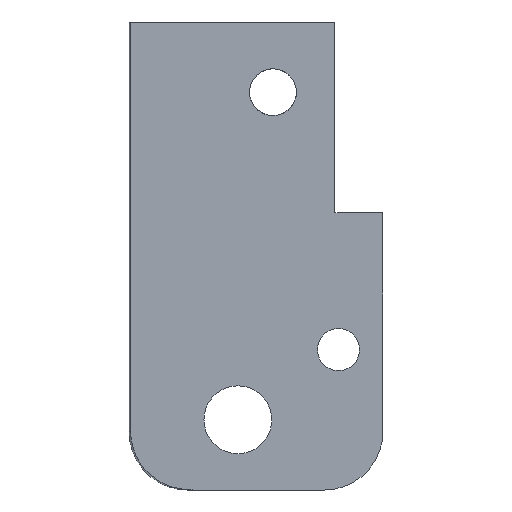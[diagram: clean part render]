
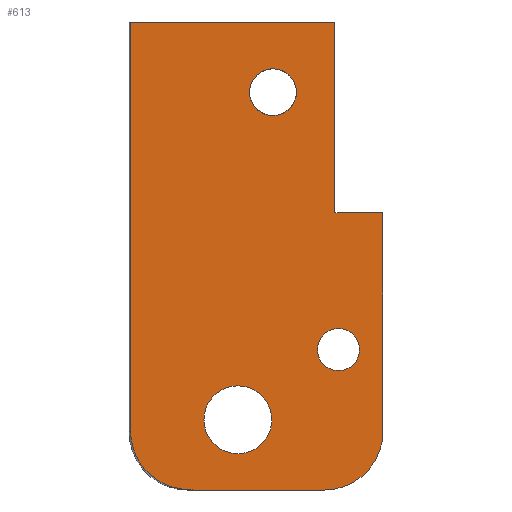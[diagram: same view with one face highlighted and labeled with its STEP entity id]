
A CAD part, left-side view. The second image highlights one B-rep face of the part: STEP entity #613.
In plain terms, the highlighted planar face has unit normal (-1, 0, 0).
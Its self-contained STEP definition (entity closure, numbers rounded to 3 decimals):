
#21=FACE_BOUND('',#121,.T.);
#22=FACE_BOUND('',#122,.T.);
#23=FACE_BOUND('',#123,.T.);
#29=B_SPLINE_CURVE_WITH_KNOTS('',3,(#969,#970,#971,#972,#973,#974,#975,
#976,#977,#978),.UNSPECIFIED.,.F.,.F.,(4,2,2,2,4),(1.027,1.133,
1.225,1.319,1.411),.UNSPECIFIED.);
#49=CIRCLE('',#674,2.5);
#50=CIRCLE('',#675,0.9);
#51=CIRCLE('',#676,1.);
#52=CIRCLE('',#677,1.45);
#83=FACE_OUTER_BOUND('',#120,.T.);
#120=EDGE_LOOP('',(#473,#474,#475,#476,#477,#478,#479,#480));
#121=EDGE_LOOP('',(#481));
#122=EDGE_LOOP('',(#482));
#123=EDGE_LOOP('',(#483));
#172=LINE('',#994,#230);
#178=LINE('',#1018,#236);
#179=LINE('',#1020,#237);
#180=LINE('',#1022,#238);
#181=LINE('',#1024,#239);
#182=LINE('',#1025,#240);
#230=VECTOR('',#771,10.);
#236=VECTOR('',#793,10.);
#237=VECTOR('',#794,10.);
#238=VECTOR('',#795,10.);
#239=VECTOR('',#796,10.);
#240=VECTOR('',#797,10.);
#288=VERTEX_POINT('',#967);
#289=VERTEX_POINT('',#968);
#294=VERTEX_POINT('',#992);
#303=VERTEX_POINT('',#1015);
#304=VERTEX_POINT('',#1017);
#305=VERTEX_POINT('',#1019);
#306=VERTEX_POINT('',#1021);
#307=VERTEX_POINT('',#1023);
#308=VERTEX_POINT('',#1026);
#309=VERTEX_POINT('',#1028);
#310=VERTEX_POINT('',#1030);
#351=EDGE_CURVE('',#288,#289,#29,.T.);
#360=EDGE_CURVE('',#288,#294,#172,.T.);
#371=EDGE_CURVE('',#303,#294,#49,.F.);
#372=EDGE_CURVE('',#304,#303,#178,.F.);
#373=EDGE_CURVE('',#305,#304,#179,.T.);
#374=EDGE_CURVE('',#305,#306,#180,.T.);
#375=EDGE_CURVE('',#307,#306,#181,.T.);
#376=EDGE_CURVE('',#307,#289,#182,.T.);
#377=EDGE_CURVE('',#308,#308,#50,.F.);
#378=EDGE_CURVE('',#309,#309,#51,.F.);
#379=EDGE_CURVE('',#310,#310,#52,.T.);
#473=ORIENTED_EDGE('',*,*,#351,.F.);
#474=ORIENTED_EDGE('',*,*,#360,.T.);
#475=ORIENTED_EDGE('',*,*,#371,.F.);
#476=ORIENTED_EDGE('',*,*,#372,.F.);
#477=ORIENTED_EDGE('',*,*,#373,.F.);
#478=ORIENTED_EDGE('',*,*,#374,.T.);
#479=ORIENTED_EDGE('',*,*,#375,.F.);
#480=ORIENTED_EDGE('',*,*,#376,.T.);
#481=ORIENTED_EDGE('',*,*,#377,.T.);
#482=ORIENTED_EDGE('',*,*,#378,.T.);
#483=ORIENTED_EDGE('',*,*,#379,.T.);
#592=PLANE('',#673);
#613=ADVANCED_FACE('',(#83,#21,#22,#23),#592,.T.);
#673=AXIS2_PLACEMENT_3D('',#1014,#789,#790);
#674=AXIS2_PLACEMENT_3D('',#1016,#791,#792);
#675=AXIS2_PLACEMENT_3D('',#1027,#798,#799);
#676=AXIS2_PLACEMENT_3D('',#1029,#800,#801);
#677=AXIS2_PLACEMENT_3D('',#1031,#802,#803);
#771=DIRECTION('',(0.,-1.,0.));
#789=DIRECTION('center_axis',(-1.,0.,0.));
#790=DIRECTION('ref_axis',(0.,1.,0.));
#791=DIRECTION('center_axis',(-1.,0.,0.));
#792=DIRECTION('ref_axis',(0.,-0.707,-0.707));
#793=DIRECTION('',(0.,0.,1.));
#794=DIRECTION('',(0.,-1.,0.));
#795=DIRECTION('',(0.,0.,1.));
#796=DIRECTION('',(0.,-1.,0.));
#797=DIRECTION('',(0.,0.,-1.));
#798=DIRECTION('center_axis',(-1.,0.,0.));
#799=DIRECTION('ref_axis',(0.,-1.,0.));
#800=DIRECTION('center_axis',(-1.,0.,0.));
#801=DIRECTION('ref_axis',(0.,1.,0.));
#802=DIRECTION('center_axis',(1.,0.,0.));
#803=DIRECTION('ref_axis',(0.,-1.,0.));
#967=CARTESIAN_POINT('',(49.95,9.975,-7.));
#968=CARTESIAN_POINT('',(49.95,12.645,-4.5));
#969=CARTESIAN_POINT('Ctrl Pts',(49.95,9.975,-7.));
#970=CARTESIAN_POINT('Ctrl Pts',(49.95,10.328,-7.));
#971=CARTESIAN_POINT('Ctrl Pts',(49.95,10.747,-6.932));
#972=CARTESIAN_POINT('Ctrl Pts',(49.95,11.361,-6.684));
#973=CARTESIAN_POINT('Ctrl Pts',(49.95,11.673,-6.483));
#974=CARTESIAN_POINT('Ctrl Pts',(49.95,12.119,-6.051));
#975=CARTESIAN_POINT('Ctrl Pts',(49.95,12.33,-5.743));
#976=CARTESIAN_POINT('Ctrl Pts',(49.95,12.571,-5.171));
#977=CARTESIAN_POINT('Ctrl Pts',(49.95,12.645,-4.809));
#978=CARTESIAN_POINT('Ctrl Pts',(49.95,12.645,-4.5));
#992=CARTESIAN_POINT('',(49.95,4.363,-7.));
#994=CARTESIAN_POINT('',(49.95,5.188,-7.));
#1014=CARTESIAN_POINT('Origin',(49.95,2.563,13.));
#1015=CARTESIAN_POINT('',(49.95,1.863,-4.5));
#1016=CARTESIAN_POINT('Origin',(49.95,4.363,-4.5));
#1017=CARTESIAN_POINT('',(49.95,1.863,4.85));
#1018=CARTESIAN_POINT('',(49.95,1.863,5.109));
#1019=CARTESIAN_POINT('',(49.95,3.913,4.85));
#1020=CARTESIAN_POINT('',(49.95,3.063,4.85));
#1021=CARTESIAN_POINT('',(49.95,3.913,13.));
#1022=CARTESIAN_POINT('',(49.95,3.913,13.));
#1023=CARTESIAN_POINT('',(49.95,12.645,13.));
#1024=CARTESIAN_POINT('',(49.95,5.188,13.));
#1025=CARTESIAN_POINT('',(49.95,12.645,8.));
#1026=CARTESIAN_POINT('',(49.95,4.663,-1.));
#1027=CARTESIAN_POINT('Origin',(49.95,3.763,-1.));
#1028=CARTESIAN_POINT('',(49.95,5.563,10.));
#1029=CARTESIAN_POINT('Origin',(49.95,6.563,10.));
#1030=CARTESIAN_POINT('',(49.95,9.513,-4.));
#1031=CARTESIAN_POINT('Origin',(49.95,8.063,-4.));
